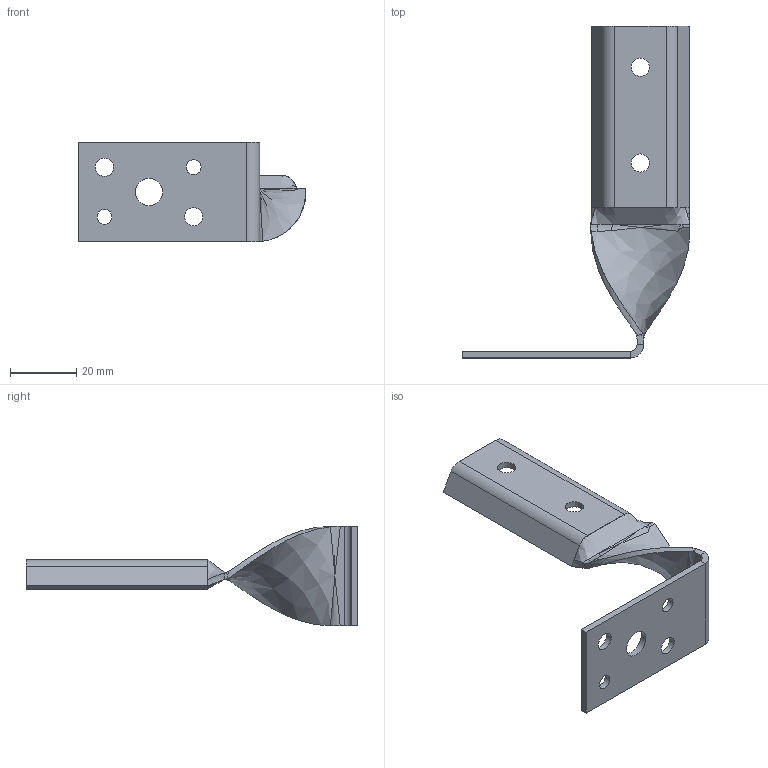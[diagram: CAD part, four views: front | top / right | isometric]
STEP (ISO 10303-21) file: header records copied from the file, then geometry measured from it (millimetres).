
FILE_DESCRIPTION(/* description */ (''),/* implementation_level */ '2;1');
FILE_NAME(/* name */ 'UDZS-H70.ipt.stp',/* time_stamp */ '2023-05-18T15:11:46+03:00',/* author */ ('Петров Ю.Д.'),/* organization */ (''),/* preprocessor_version */ 'ST-DEVELOPER v19.2',/* originating_system */ 'Autodesk Inventor 2023',/* authorisation */ '');
FILE_SCHEMA (('AUTOMOTIVE_DESIGN { 1 0 10303 214 3 1 1 }'));
Length unit declared in the file: millimetre
Products named in the file (1): UDZS-H70
Bounding box: 69.01 x 100.5 x 30.07 mm (x, y, z)
Volume: 9454.9 mm3; surface area: 10772.8 mm2
Topology: 2 solids, 2 shells, 80 faces, 214 edges, 122 vertices
Faces by surface type: plane 36, bspline 31, cylinder 13
Full cylindrical faces by diameter (mm): 4.5 x2, 5.5 x4, 8.25 x1
Entity records: 3420 total; most frequent: CARTESIAN_POINT 1607, ORIENTED_EDGE 396, DIRECTION 251, EDGE_CURVE 198, VERTEX_POINT 122, EDGE_LOOP 94, LINE 89, VECTOR 89
